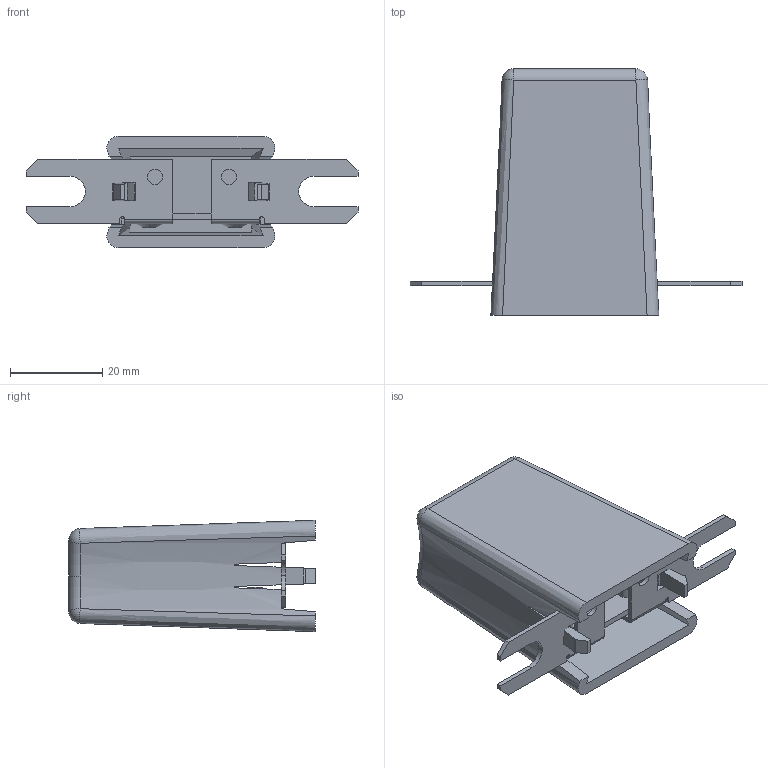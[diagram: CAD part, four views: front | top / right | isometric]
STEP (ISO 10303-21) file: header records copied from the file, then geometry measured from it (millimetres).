
FILE_DESCRIPTION (( 'STEP AP214' ), '1' );
FILE_NAME ('1101-707-E.STEP', '2019-01-24T20:39:54', ( '' ), ( '' ), 'SwSTEP 2.0', 'SolidWorks 2018', '' );
FILE_SCHEMA (( 'AUTOMOTIVE_DESIGN' ));
Length unit declared in the file: inch
Products named in the file (12): 2105-290; 2104-012; 2105-289; 2001-176; 2104-012_.175 Mat''l Thickness; 2200-357; 1101-707-E
Assembly tree (6 placements, depth 2):
  2104-012
  2105-290
  2105-289
  2001-176
  2200-357
Bounding box: 71.88 x 53.34 x 24.13 mm (x, y, z)
Volume: 15777.7 mm3; surface area: 16254.5 mm2
Topology: 24 solids, 24 shells, 764 faces, 2042 edges, 1352 vertices
Faces by surface type: plane 576, bspline 124, cylinder 43, cone 8, torus 7, sphere 6
Entity records: 38460 total; most frequent: CARTESIAN_POINT 12101, ORIENTED_EDGE 4052, DIRECTION 3159, EDGE_CURVE 2026, LINE 1599, VECTOR 1599, VERTEX_POINT 1342, EDGE_LOOP 848
